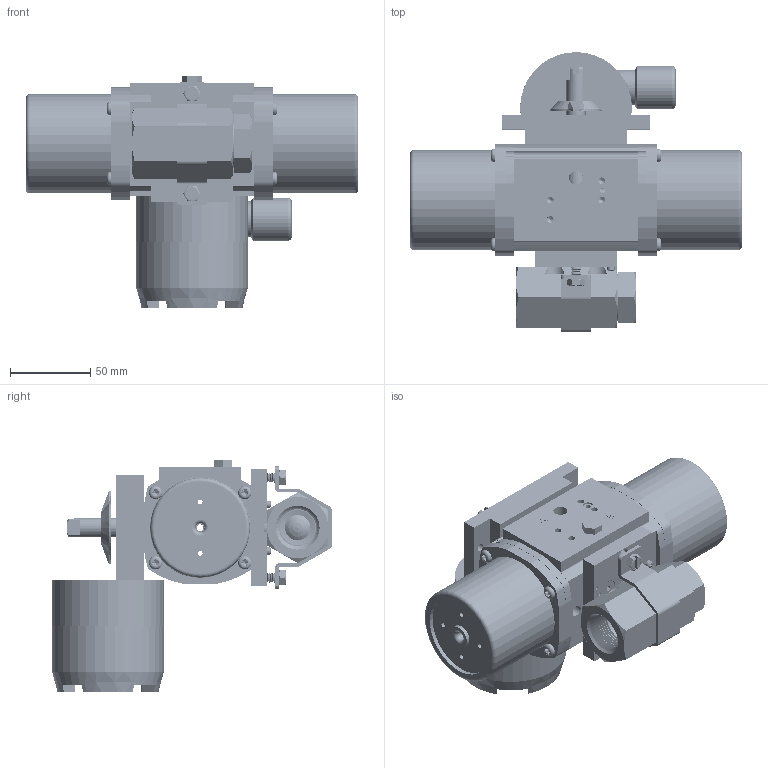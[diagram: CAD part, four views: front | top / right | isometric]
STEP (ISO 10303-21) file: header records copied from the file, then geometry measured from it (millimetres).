
FILE_DESCRIPTION (( 'STEP AP203' ), '1' );
FILE_NAME ('86XXNA512SRLS.step', '2018-03-13T17:19:35', ( '' ), ( '' ), 'SwSTEP 2.0', 'SolidWorks 2017', '' );
FILE_SCHEMA (( 'CONFIG_CONTROL_DESIGN' ));
Length unit declared in the file: inch
Products named in the file (1): 86XXNA512SRLS
Bounding box: 206.38 x 173.95 x 144.65 mm (x, y, z)
Volume: 695754.1 mm3; surface area: 292263.4 mm2
Topology: 49 solids, 49 shells, 4320 faces, 11349 edges, 7111 vertices
Faces by surface type: cylinder 2204, cone 1158, plane 667, bspline 166, torus 119, sphere 6
Entity records: 206021 total; most frequent: CARTESIAN_POINT 105762, ORIENTED_EDGE 22426, DIRECTION 20268, EDGE_CURVE 11213, AXIS2_PLACEMENT_3D 8022, VERTEX_POINT 7107, EDGE_LOOP 4624, ADVANCED_FACE 4320
